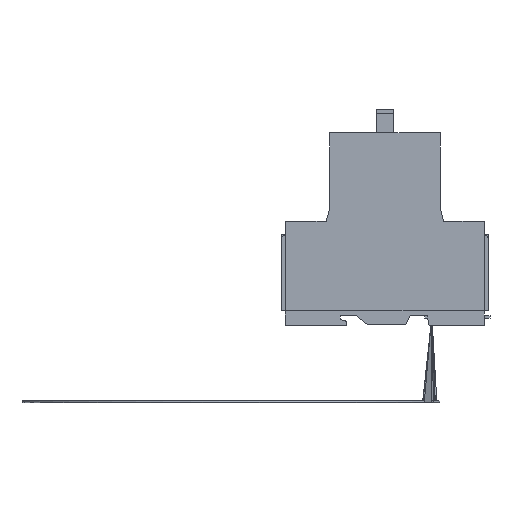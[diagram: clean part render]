
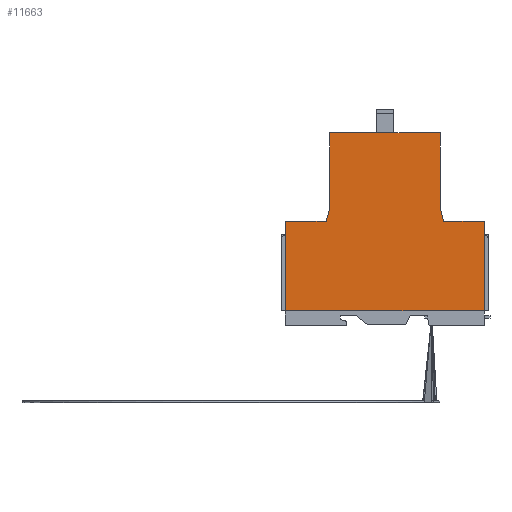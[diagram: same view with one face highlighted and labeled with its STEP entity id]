
A CAD part, left-side view. The second image highlights one B-rep face of the part: STEP entity #11663.
In plain terms, the highlighted planar face has unit normal (-1, 0, 0).
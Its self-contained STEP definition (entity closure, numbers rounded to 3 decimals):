
#11235 = EDGE_CURVE ( 'NONE', #11236, #11237, #18491, .T. ) ;
#11236 = VERTEX_POINT ( 'NONE', #18483 ) ;
#11237 = VERTEX_POINT ( 'NONE', #18482 ) ;
#11308 = EDGE_CURVE ( 'NONE', #11324, #11309, #19149, .T. ) ;
#11309 = VERTEX_POINT ( 'NONE', #19025 ) ;
#11323 = EDGE_CURVE ( 'NONE', #11237, #11324, #19163, .T. ) ;
#11324 = VERTEX_POINT ( 'NONE', #19159 ) ;
#11338 = EDGE_CURVE ( 'NONE', #11339, #11236, #19096, .T. ) ;
#11339 = VERTEX_POINT ( 'NONE', #19091 ) ;
#11594 = EDGE_CURVE ( 'NONE', #11658, #11595, #19880, .T. ) ;
#11595 = VERTEX_POINT ( 'NONE', #19743 ) ;
#11616 = EDGE_CURVE ( 'NONE', #11595, #11339, #19772, .T. ) ;
#11657 = EDGE_CURVE ( 'NONE', #11675, #11658, #19974, .T. ) ;
#11658 = VERTEX_POINT ( 'NONE', #19970 ) ;
#11663 = ADVANCED_FACE ( 'NONE', ( #20024 ), #20006, .T. ) ;
#11664 = EDGE_LOOP ( 'NONE', ( #11665, #11666, #11667, #11668, #11669, #11670, #12131, #12132, #12133, #12135 ) ) ;
#11665 = ORIENTED_EDGE ( 'NONE', *, *, #11338, .F. ) ;
#11666 = ORIENTED_EDGE ( 'NONE', *, *, #11616, .F. ) ;
#11667 = ORIENTED_EDGE ( 'NONE', *, *, #11594, .F. ) ;
#11668 = ORIENTED_EDGE ( 'NONE', *, *, #11657, .F. ) ;
#11669 = ORIENTED_EDGE ( 'NONE', *, *, #11674, .F. ) ;
#11670 = ORIENTED_EDGE ( 'NONE', *, *, #11736, .F. ) ;
#11674 = EDGE_CURVE ( 'NONE', #11681, #11675, #20223, .T. ) ;
#11675 = VERTEX_POINT ( 'NONE', #20219 ) ;
#11681 = VERTEX_POINT ( 'NONE', #20213 ) ;
#11736 = EDGE_CURVE ( 'NONE', #11779, #11681, #20075, .T. ) ;
#11778 = EDGE_CURVE ( 'NONE', #11309, #11779, #20392, .T. ) ;
#11779 = VERTEX_POINT ( 'NONE', #20385 ) ;
#12131 = ORIENTED_EDGE ( 'NONE', *, *, #11778, .F. ) ;
#12132 = ORIENTED_EDGE ( 'NONE', *, *, #11308, .F. ) ;
#12133 = ORIENTED_EDGE ( 'NONE', *, *, #11323, .F. ) ;
#12135 = ORIENTED_EDGE ( 'NONE', *, *, #11235, .F. ) ;
#18482 = CARTESIAN_POINT ( 'NONE',  ( 0., -22.25, 17.5 ) ) ;
#18483 = CARTESIAN_POINT ( 'NONE',  ( 0., 22.25, 17.5 ) ) ;
#18484 = DIRECTION ( 'NONE',  ( 0., -1., 0. ) ) ;
#18485 = VECTOR ( 'NONE', #18484, 1000. ) ;
#18486 = CARTESIAN_POINT ( 'NONE',  ( 0., -22.25, 17.5 ) ) ;
#18491 = LINE ( 'NONE', #18486, #18485 ) ;
#19025 = CARTESIAN_POINT ( 'NONE',  ( 0., -23.625, -18. ) ) ;
#19026 = DIRECTION ( 'NONE',  ( 0., -0.253, -0.967 ) ) ;
#19091 = CARTESIAN_POINT ( 'NONE',  ( 0., 22.25, -12.75 ) ) ;
#19093 = DIRECTION ( 'NONE',  ( 0., 0., 1. ) ) ;
#19094 = VECTOR ( 'NONE', #19093, 1000. ) ;
#19095 = CARTESIAN_POINT ( 'NONE',  ( 0., 22.25, -12.75 ) ) ;
#19096 = LINE ( 'NONE', #19095, #19094 ) ;
#19147 = VECTOR ( 'NONE', #19026, 1000. ) ;
#19148 = CARTESIAN_POINT ( 'NONE',  ( 0., -22.25, -12.75 ) ) ;
#19149 = LINE ( 'NONE', #19148, #19147 ) ;
#19159 = CARTESIAN_POINT ( 'NONE',  ( 0., -22.25, -12.75 ) ) ;
#19160 = DIRECTION ( 'NONE',  ( 0., 0., -1. ) ) ;
#19161 = VECTOR ( 'NONE', #19160, 1000. ) ;
#19162 = CARTESIAN_POINT ( 'NONE',  ( 0., -22.25, 17.5 ) ) ;
#19163 = LINE ( 'NONE', #19162, #19161 ) ;
#19743 = CARTESIAN_POINT ( 'NONE',  ( 0., 23.625, -18. ) ) ;
#19744 = DIRECTION ( 'NONE',  ( 0., -1., 0. ) ) ;
#19745 = VECTOR ( 'NONE', #19744, 1000. ) ;
#19769 = DIRECTION ( 'NONE',  ( 0., -0.253, 0.967 ) ) ;
#19770 = VECTOR ( 'NONE', #19769, 1000. ) ;
#19771 = CARTESIAN_POINT ( 'NONE',  ( 0., 22.25, -12.75 ) ) ;
#19772 = LINE ( 'NONE', #19771, #19770 ) ;
#19879 = CARTESIAN_POINT ( 'NONE',  ( 0., 40., -18. ) ) ;
#19880 = LINE ( 'NONE', #19879, #19745 ) ;
#19970 = CARTESIAN_POINT ( 'NONE',  ( 0., 40., -18. ) ) ;
#19971 = DIRECTION ( 'NONE',  ( 0., 0., 1. ) ) ;
#19972 = VECTOR ( 'NONE', #19971, 1000. ) ;
#19973 = CARTESIAN_POINT ( 'NONE',  ( 0., 40., -18. ) ) ;
#19974 = LINE ( 'NONE', #19973, #19972 ) ;
#20001 = DIRECTION ( 'NONE',  ( 0., 0., 1. ) ) ;
#20002 = DIRECTION ( 'NONE',  ( -1., 0., 0. ) ) ;
#20003 = CARTESIAN_POINT ( 'NONE',  ( 0., 22.25, 17.5 ) ) ;
#20004 = AXIS2_PLACEMENT_3D ( 'NONE', #20003, #20002, #20001 ) ;
#20006 = PLANE ( 'NONE',  #20004 ) ;
#20024 = FACE_OUTER_BOUND ( 'NONE', #11664, .T. ) ;
#20072 = DIRECTION ( 'NONE',  ( 0., 0., -1. ) ) ;
#20073 = VECTOR ( 'NONE', #20072, 1000. ) ;
#20074 = CARTESIAN_POINT ( 'NONE',  ( 0., -40., -18. ) ) ;
#20075 = LINE ( 'NONE', #20074, #20073 ) ;
#20213 = CARTESIAN_POINT ( 'NONE',  ( 0., -40., -54. ) ) ;
#20219 = CARTESIAN_POINT ( 'NONE',  ( 0., 40., -54. ) ) ;
#20220 = DIRECTION ( 'NONE',  ( 0., 1., 0. ) ) ;
#20221 = VECTOR ( 'NONE', #20220, 1000. ) ;
#20222 = CARTESIAN_POINT ( 'NONE',  ( 0., -40., -54. ) ) ;
#20223 = LINE ( 'NONE', #20222, #20221 ) ;
#20385 = CARTESIAN_POINT ( 'NONE',  ( 0., -40., -18. ) ) ;
#20386 = DIRECTION ( 'NONE',  ( 0., -1., 0. ) ) ;
#20388 = VECTOR ( 'NONE', #20386, 1000. ) ;
#20390 = CARTESIAN_POINT ( 'NONE',  ( 0., -23.625, -18. ) ) ;
#20392 = LINE ( 'NONE', #20390, #20388 ) ;
